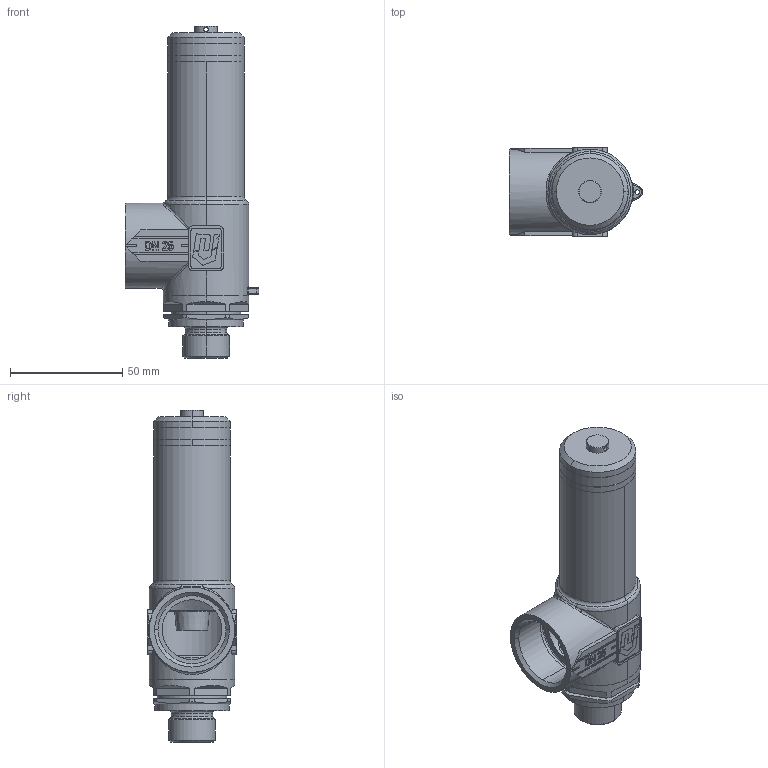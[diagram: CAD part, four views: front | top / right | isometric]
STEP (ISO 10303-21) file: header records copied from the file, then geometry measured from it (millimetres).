
FILE_DESCRIPTION(('HOOPS Exchange Step'),'2;1');
FILE_NAME('SV1800-DN10-1-2-x-1.stp','2025-02-10T10:28:51+01:00',('nieru'),('Unknown organisation'),'HOOPS Exchange 2024.2','HOOPS Exchange','Unknown authorisation');
FILE_SCHEMA( ('AP203_CONFIGURATION_CONTROLLED_3D_DESIGN_OF_MECHANICAL_PARTS_AND_ASSEMBLIES_MIM_LF') );
Length unit declared in the file: millimetre
Products named in the file (2): 0; root
Assembly tree (1 placements, depth 2):
  root
    0
Bounding box: 59.5 x 40 x 147.8 mm (x, y, z)
Volume: 74717.1 mm3; surface area: 42802.6 mm2
Topology: 4 solids, 4 shells, 568 faces, 1469 edges, 943 vertices
Faces by surface type: plane 251, bspline 136, cylinder 107, torus 39, cone 35
Full cylindrical faces by diameter (mm): 34 x1
Entity records: 24461 total; most frequent: CARTESIAN_POINT 11569, ORIENTED_EDGE 2930, DIRECTION 2187, EDGE_CURVE 1465, VERTEX_POINT 943, VECTOR 745, LINE 745, AXIS2_PLACEMENT_3D 721
